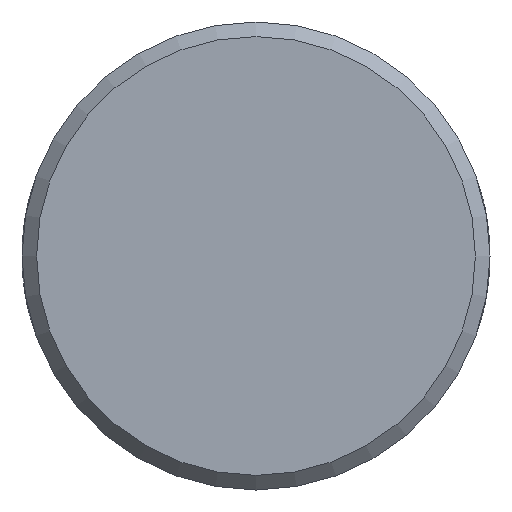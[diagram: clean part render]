
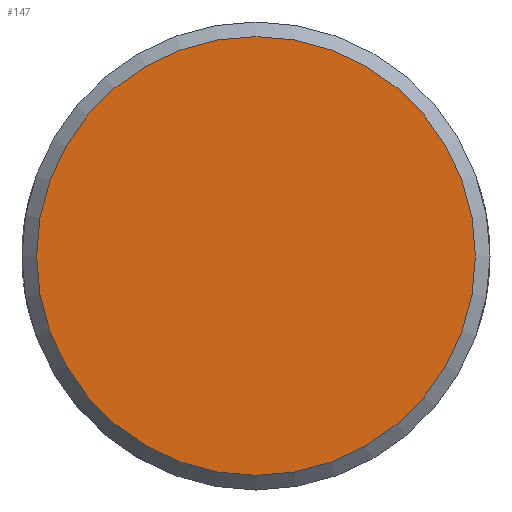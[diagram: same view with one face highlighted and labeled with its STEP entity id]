
A CAD part, front view. The second image highlights one B-rep face of the part: STEP entity #147.
In plain terms, the highlighted planar face has unit normal (0, -1, 0).
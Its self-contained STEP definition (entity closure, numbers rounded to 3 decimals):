
#15=PLANE('',#182);
#32=FACE_OUTER_BOUND('',#41,.T.);
#41=EDGE_LOOP('',(#124));
#62=CIRCLE('',#178,15.);
#68=VERTEX_POINT('',#229);
#83=EDGE_CURVE('',#68,#68,#62,.T.);
#124=ORIENTED_EDGE('',*,*,#83,.F.);
#147=ADVANCED_FACE('',(#32),#15,.F.);
#178=AXIS2_PLACEMENT_3D('',#231,#197,#198);
#182=AXIS2_PLACEMENT_3D('',#394,#208,#209);
#197=DIRECTION('center_axis',(0.,1.,0.));
#198=DIRECTION('ref_axis',(1.,0.,0.));
#208=DIRECTION('center_axis',(0.,1.,0.));
#209=DIRECTION('ref_axis',(0.,0.,1.));
#229=CARTESIAN_POINT('',(-15.,0.,0.));
#231=CARTESIAN_POINT('Origin',(0.,0.,0.));
#394=CARTESIAN_POINT('Origin',(0.,0.,0.));
